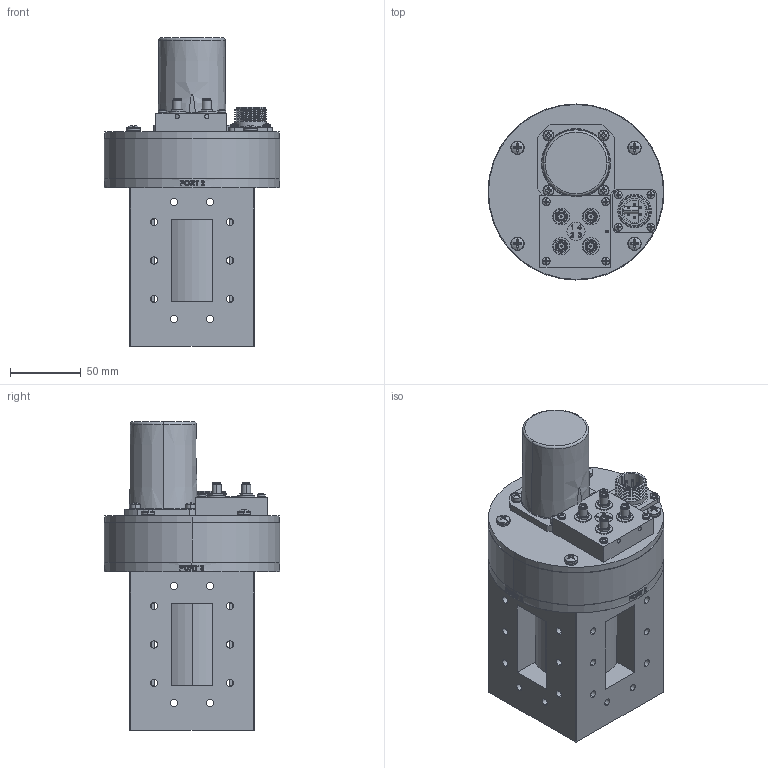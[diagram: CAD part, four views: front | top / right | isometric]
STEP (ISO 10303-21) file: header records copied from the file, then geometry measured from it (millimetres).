
FILE_DESCRIPTION (( 'STEP AP203' ), '1' );
FILE_NAME ('WR229 WG-SMA SEALED SMI.STEP', '2016-08-25T19:55:30', ( '' ), ( '' ), 'SwSTEP 2.0', 'SolidWorks 2016', '' );
FILE_SCHEMA (( 'CONFIG_CONTROL_DESIGN' ));
Length unit declared in the file: inch
Products named in the file (1): WR229 WG-SMA SEALED SMI
Bounding box: 123.95 x 123.95 x 217.14 mm (x, y, z)
Surface area: 124010.1 mm2 (no closed solid volume)
Topology: 0 solids, 69 shells, 722 faces, 2509 edges, 1819 vertices
Faces by surface type: cylinder 277, plane 267, cone 70, torus 45, sphere 32, bspline 31
Entity records: 38421 total; most frequent: CARTESIAN_POINT 17063, DIRECTION 4613, ORIENTED_EDGE 3869, EDGE_CURVE 2509, AXIS2_PLACEMENT_3D 1885, VERTEX_POINT 1819, CIRCLE 1193, EDGE_LOOP 864
